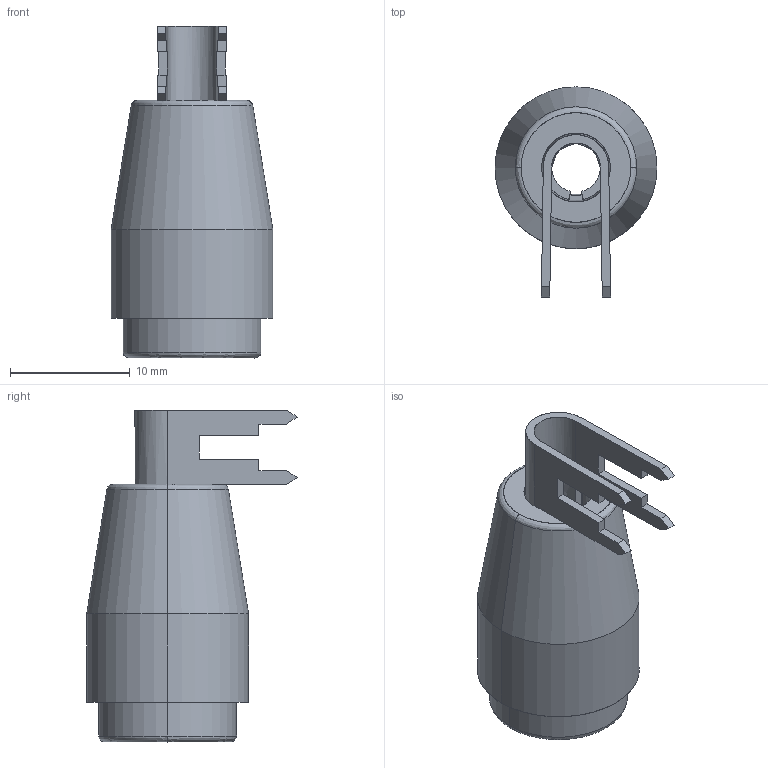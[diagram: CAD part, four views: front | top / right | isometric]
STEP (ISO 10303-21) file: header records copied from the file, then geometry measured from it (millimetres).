
FILE_DESCRIPTION(('FreeCAD Model'),'2;1');
FILE_NAME( 'CalTest_CT3151SP-Red.step' ,'2018-05-28T14:36:20',('Author'),(''), 'Open CASCADE STEP processor 7.2','FreeCAD','Unknown');
FILE_SCHEMA(('AUTOMOTIVE_DESIGN { 1 0 10303 214 1 1 1 1 }'));
Length unit declared in the file: millimetre
Products named in the file (1): CT3151SP_0
Bounding box: 13.5 x 17.57 x 27.7 mm (x, y, z)
Surface area: 3137.8 mm2 (no closed solid volume)
Topology: 0 solids, 74 shells, 74 faces, 1034 edges, 1218 vertices
Faces by surface type: bspline 51, revolution 23
Entity records: 18794 total; most frequent: CARTESIAN_POINT 9155, B_SPLINE_CURVE_WITH_KNOTS 1370, ORIENTED_EDGE 850, EDGE_CURVE 850, VERTEX_POINT 850, SURFACE_CURVE 850, PCURVE 850, DEFINITIONAL_REPRESENTATION 850
